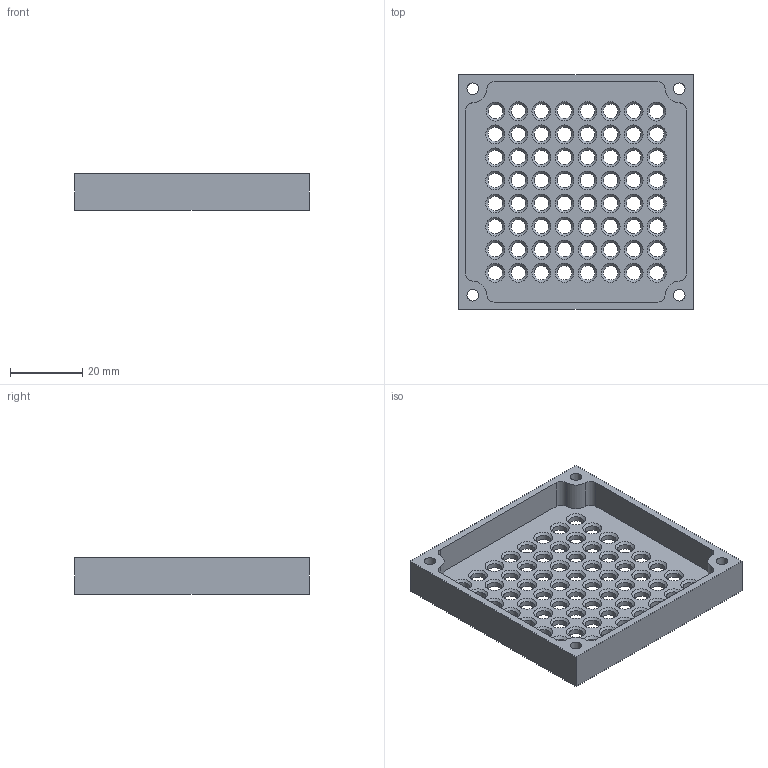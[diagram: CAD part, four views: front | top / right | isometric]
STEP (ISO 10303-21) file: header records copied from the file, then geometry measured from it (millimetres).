
FILE_DESCRIPTION(/* description */ (''),/* implementation_level */ '2;1');
FILE_NAME(/* name */ 'LED MATRIX GRILL 4mm v4.step',/* time_stamp */ '2024-03-28T09:33:24Z',/* author */ (''),/* organization */ (''),/* preprocessor_version */ 'ST-DEVELOPER v20',/* originating_system */ 'Autodesk Translation Framework v12.20.1.177',/* authorisation */ '');
FILE_SCHEMA (('AUTOMOTIVE_DESIGN { 1 0 10303 214 3 1 1 }'));
Length unit declared in the file: millimetre
Products named in the file (1): LED MATRIX GRILL
Bounding box: 64.8 x 64.8 x 10 mm (x, y, z)
Volume: 11354.7 mm3; surface area: 12912.3 mm2
Topology: 1 solids, 1 shells, 155 faces, 392 edges, 240 vertices
Faces by surface type: cylinder 80, cone 64, plane 11
Full cylindrical faces by diameter (mm): 3.2 x4, 4 x64
Entity records: 5003 total; most frequent: DIRECTION 928, CARTESIAN_POINT 788, ORIENTED_EDGE 784, EDGE_CURVE 392, AXIS2_PLACEMENT_3D 380, EDGE_LOOP 292, VERTEX_POINT 240, CIRCLE 224
